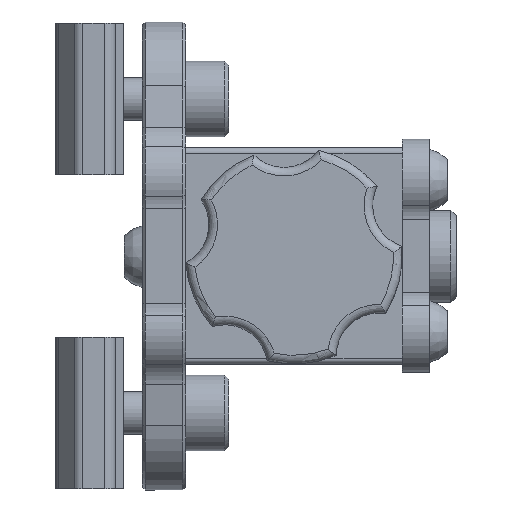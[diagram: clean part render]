
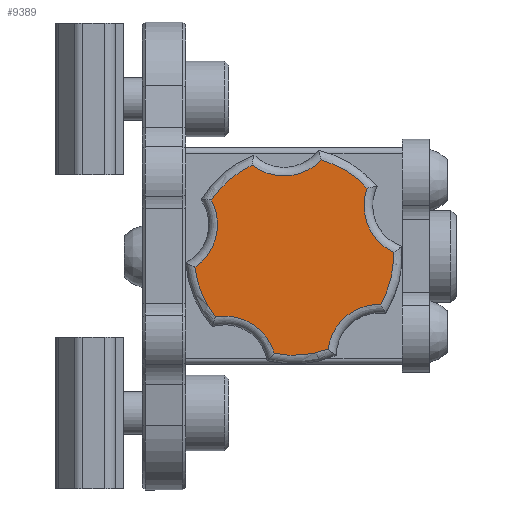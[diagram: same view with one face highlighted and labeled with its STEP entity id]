
A CAD part, top view. The second image highlights one B-rep face of the part: STEP entity #9389.
In plain terms, the highlighted face is planar.
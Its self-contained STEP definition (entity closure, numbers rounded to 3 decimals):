
#550=PLANE('',#10194);
#816=FACE_OUTER_BOUND('',#1423,.T.);
#1423=EDGE_LOOP('',(#6469,#6470,#6471,#6472,#6473,#6474,#6475,#6476,#6477,
#6478));
#2067=CIRCLE('',#10155,4.8);
#2069=CIRCLE('',#10158,9.2);
#2094=CIRCLE('',#10195,9.2);
#2095=CIRCLE('',#10196,9.2);
#2096=CIRCLE('',#10197,4.8);
#2097=CIRCLE('',#10198,9.2);
#2098=CIRCLE('',#10199,4.8);
#2099=CIRCLE('',#10200,4.8);
#2100=CIRCLE('',#10201,9.2);
#2101=CIRCLE('',#10202,4.8);
#3930=VERTEX_POINT('',#15189);
#3931=VERTEX_POINT('',#15204);
#3933=VERTEX_POINT('',#15222);
#3935=VERTEX_POINT('',#15239);
#3954=VERTEX_POINT('',#15319);
#3955=VERTEX_POINT('',#15321);
#3956=VERTEX_POINT('',#15323);
#3957=VERTEX_POINT('',#15325);
#3958=VERTEX_POINT('',#15328);
#3959=VERTEX_POINT('',#15330);
#4867=EDGE_CURVE('',#3931,#3930,#2067,.T.);
#4872=EDGE_CURVE('',#3933,#3935,#2069,.T.);
#4907=EDGE_CURVE('',#3954,#3931,#2094,.T.);
#4908=EDGE_CURVE('',#3930,#3955,#2095,.T.);
#4909=EDGE_CURVE('',#3955,#3956,#2096,.T.);
#4910=EDGE_CURVE('',#3956,#3957,#2097,.T.);
#4911=EDGE_CURVE('',#3957,#3933,#2098,.T.);
#4912=EDGE_CURVE('',#3935,#3958,#2099,.T.);
#4913=EDGE_CURVE('',#3958,#3959,#2100,.T.);
#4914=EDGE_CURVE('',#3959,#3954,#2101,.T.);
#6469=ORIENTED_EDGE('',*,*,#4907,.T.);
#6470=ORIENTED_EDGE('',*,*,#4867,.T.);
#6471=ORIENTED_EDGE('',*,*,#4908,.T.);
#6472=ORIENTED_EDGE('',*,*,#4909,.T.);
#6473=ORIENTED_EDGE('',*,*,#4910,.T.);
#6474=ORIENTED_EDGE('',*,*,#4911,.T.);
#6475=ORIENTED_EDGE('',*,*,#4872,.T.);
#6476=ORIENTED_EDGE('',*,*,#4912,.T.);
#6477=ORIENTED_EDGE('',*,*,#4913,.T.);
#6478=ORIENTED_EDGE('',*,*,#4914,.T.);
#9389=ADVANCED_FACE('',(#816),#550,.F.);
#10155=AXIS2_PLACEMENT_3D('',#15205,#11730,#11731);
#10158=AXIS2_PLACEMENT_3D('',#15254,#11736,#11737);
#10194=AXIS2_PLACEMENT_3D('',#15318,#11818,#11819);
#10195=AXIS2_PLACEMENT_3D('',#15320,#11820,#11821);
#10196=AXIS2_PLACEMENT_3D('',#15322,#11822,#11823);
#10197=AXIS2_PLACEMENT_3D('',#15324,#11824,#11825);
#10198=AXIS2_PLACEMENT_3D('',#15326,#11826,#11827);
#10199=AXIS2_PLACEMENT_3D('',#15327,#11828,#11829);
#10200=AXIS2_PLACEMENT_3D('',#15329,#11830,#11831);
#10201=AXIS2_PLACEMENT_3D('',#15331,#11832,#11833);
#10202=AXIS2_PLACEMENT_3D('',#15332,#11834,#11835);
#11730=DIRECTION('center_axis',(0.,0.,1.));
#11731=DIRECTION('ref_axis',(1.,0.,0.));
#11736=DIRECTION('center_axis',(0.,0.,-1.));
#11737=DIRECTION('ref_axis',(1.,0.,0.));
#11818=DIRECTION('center_axis',(0.,0.,1.));
#11819=DIRECTION('ref_axis',(1.,0.,0.));
#11820=DIRECTION('center_axis',(0.,0.,-1.));
#11821=DIRECTION('ref_axis',(1.,0.,0.));
#11822=DIRECTION('center_axis',(0.,0.,-1.));
#11823=DIRECTION('ref_axis',(1.,0.,0.));
#11824=DIRECTION('center_axis',(0.,0.,1.));
#11825=DIRECTION('ref_axis',(1.,0.,0.));
#11826=DIRECTION('center_axis',(0.,0.,-1.));
#11827=DIRECTION('ref_axis',(1.,0.,0.));
#11828=DIRECTION('center_axis',(0.,0.,1.));
#11829=DIRECTION('ref_axis',(1.,0.,0.));
#11830=DIRECTION('center_axis',(0.,0.,1.));
#11831=DIRECTION('ref_axis',(1.,0.,0.));
#11832=DIRECTION('center_axis',(0.,0.,-1.));
#11833=DIRECTION('ref_axis',(1.,0.,0.));
#11834=DIRECTION('center_axis',(0.,0.,1.));
#11835=DIRECTION('ref_axis',(1.,0.,0.));
#15189=CARTESIAN_POINT('',(-7.212,5.712,-1.5));
#15204=CARTESIAN_POINT('',(-9.192,-0.382,-1.5));
#15205=CARTESIAN_POINT('Origin',(-11.601,3.769,-1.5));
#15222=CARTESIAN_POINT('',(9.192,-0.382,-1.5));
#15239=CARTESIAN_POINT('',(7.661,-5.094,-1.5));
#15254=CARTESIAN_POINT('Origin',(0.,0.,-1.5));
#15318=CARTESIAN_POINT('Origin',(-5.801,1.885,-1.5));
#15319=CARTESIAN_POINT('',(-7.661,-5.094,-1.5));
#15320=CARTESIAN_POINT('Origin',(0.,0.,-1.5));
#15321=CARTESIAN_POINT('',(-3.204,8.624,-1.5));
#15322=CARTESIAN_POINT('Origin',(0.,0.,-1.5));
#15323=CARTESIAN_POINT('',(3.204,8.624,-1.5));
#15324=CARTESIAN_POINT('Origin',(0.,12.198,
-1.5));
#15325=CARTESIAN_POINT('',(7.212,5.712,-1.5));
#15326=CARTESIAN_POINT('Origin',(0.,0.,-1.5));
#15327=CARTESIAN_POINT('Origin',(11.601,3.769,-1.5));
#15328=CARTESIAN_POINT('',(2.477,-8.86,-1.5));
#15329=CARTESIAN_POINT('Origin',(7.17,-9.868,-1.5));
#15330=CARTESIAN_POINT('',(-2.477,-8.86,-1.5));
#15331=CARTESIAN_POINT('Origin',(0.,0.,-1.5));
#15332=CARTESIAN_POINT('Origin',(-7.17,-9.868,-1.5));
